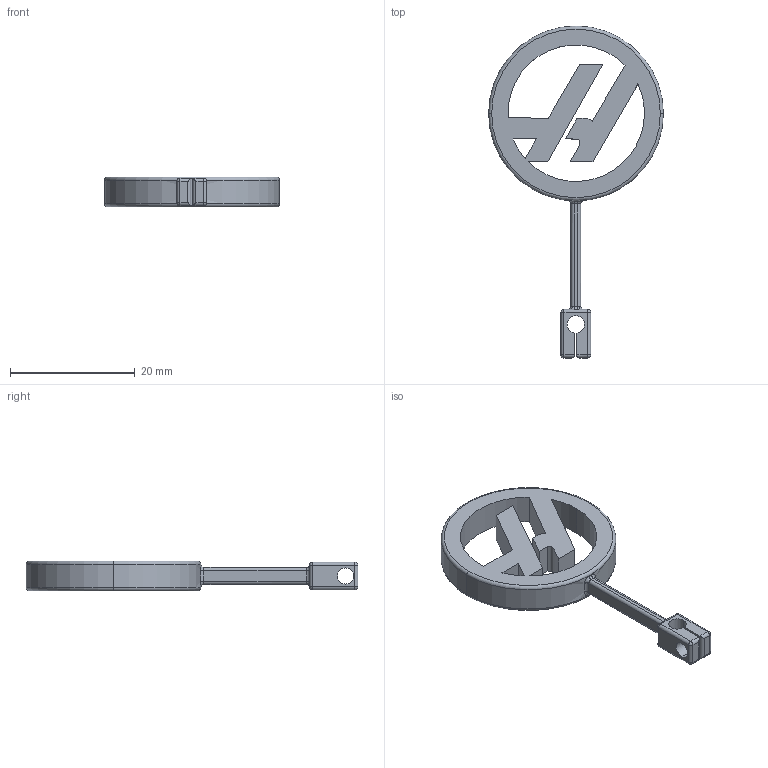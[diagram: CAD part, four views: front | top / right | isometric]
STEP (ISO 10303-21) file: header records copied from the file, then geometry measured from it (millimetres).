
FILE_DESCRIPTION (( 'STEP AP203' ), '1' );
FILE_NAME ('pendulum_rev2_Default_sldprt.STEP', '2023-01-24T22:00:57', ( '' ), ( '' ), 'SwSTEP 2.0', 'SolidWorks 2022', '' );
FILE_SCHEMA (( 'CONFIG_CONTROL_DESIGN' ));
Length unit declared in the file: metre
Products named in the file (1): pendulum_rev2_Default_sldprt
Bounding box: 28 x 53.16 x 4.8 mm (x, y, z)
Volume: 1989.6 mm3; surface area: 2231.6 mm2
Topology: 1 solids, 1 shells, 95 faces, 232 edges, 132 vertices
Faces by surface type: cylinder 39, plane 28, torus 10, bspline 10, sphere 8
Entity records: 3027 total; most frequent: CARTESIAN_POINT 784, DIRECTION 462, ORIENTED_EDGE 448, EDGE_CURVE 224, AXIS2_PLACEMENT_3D 176, VERTEX_POINT 132, LINE 110, VECTOR 110
